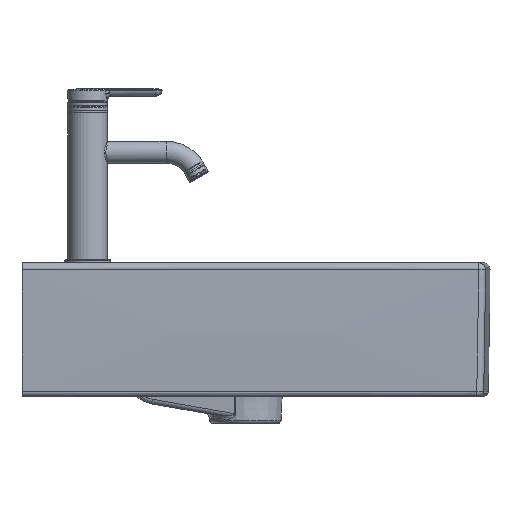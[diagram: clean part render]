
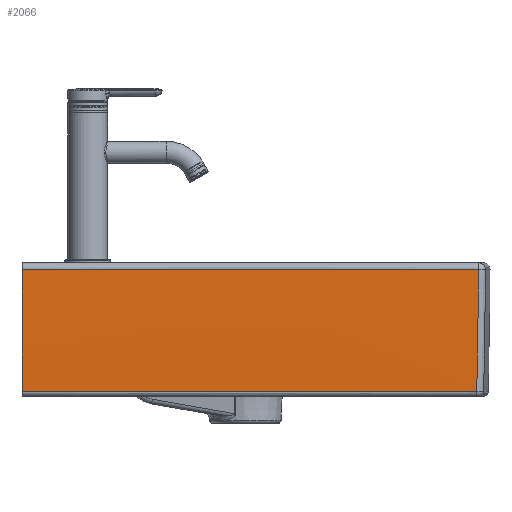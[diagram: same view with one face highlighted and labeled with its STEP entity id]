
A CAD part, front view. The second image highlights one B-rep face of the part: STEP entity #2066.
In plain terms, the highlighted free-form (B-spline) face has degree [3, 2] with [4, 3] control points.
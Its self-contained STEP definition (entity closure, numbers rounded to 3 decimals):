
#1476=CARTESIAN_POINT('',(0.,-599.941,-7.061));
#1477=VERTEX_POINT('',#1476);
#1478=CARTESIAN_POINT('',(460.735,-599.972,-7.061));
#1479=VERTEX_POINT('',#1478);
#1480=CARTESIAN_POINT('',(460.735,-599.972,-7.061));
#1481=CARTESIAN_POINT('',(368.589,-600.391,-7.061));
#1482=CARTESIAN_POINT('',(276.441,-600.597,-7.061));
#1483=CARTESIAN_POINT('',(184.293,-600.59,-7.061));
#1484=CARTESIAN_POINT('',(92.146,-600.372,-7.061));
#1485=CARTESIAN_POINT('',(0.,-599.941,-7.061));
#1486=B_SPLINE_CURVE_WITH_KNOTS('',5,(#1480,#1481,#1482,#1483,#1484,#1485),.UNSPECIFIED.,.F.,.U.,(6,6),(149.49,610.203),.UNSPECIFIED.);
#1487=EDGE_CURVE('',#1477,#1479,#1486,.F.);
#2015=CARTESIAN_POINT('',(460.735,-599.972,-7.061));
#2016=CARTESIAN_POINT('',(307.158,-600.669,-7.061));
#2017=CARTESIAN_POINT('',(153.577,-600.659,-7.061));
#2018=CARTESIAN_POINT('',(0.,-599.941,-7.061));
#2019=CARTESIAN_POINT('',(460.735,-599.433,-68.589));
#2020=CARTESIAN_POINT('',(307.158,-600.13,-68.594));
#2021=CARTESIAN_POINT('',(153.577,-600.119,-68.594));
#2022=CARTESIAN_POINT('',(0.,-599.401,-68.589));
#2023=CARTESIAN_POINT('',(460.735,-598.136,-130.106));
#2024=CARTESIAN_POINT('',(307.158,-598.833,-130.115));
#2025=CARTESIAN_POINT('',(153.577,-598.823,-130.115));
#2026=CARTESIAN_POINT('',(0.,-598.104,-130.106));
#2034=(BOUNDED_SURFACE()B_SPLINE_SURFACE(3,2,((#2015,#2019,#2023),(#2016,#2020,#2024),(#2017,#2021,#2025),(#2018,#2022,#2026)),.UNSPECIFIED.,.F.,.F.,.U.)B_SPLINE_SURFACE_WITH_KNOTS((4,4),(3,3),(78312.911,78773.65),(0.998,1.),.UNSPECIFIED.)GEOMETRIC_REPRESENTATION_ITEM()RATIONAL_B_SPLINE_SURFACE(((0.995,0.997,1.),(0.995,0.997,1.),(0.995,0.997,1.),(0.995,0.997,1.)))REPRESENTATION_ITEM('')SURFACE());
#2035=CARTESIAN_POINT('',(458.925,-598.144,-130.106));
#2036=VERTEX_POINT('',#2035);
#2037=CARTESIAN_POINT('',(0.,-598.104,-130.105));
#2038=VERTEX_POINT('',#2037);
#2039=CARTESIAN_POINT('',(0.,-598.104,-130.105));
#2040=CARTESIAN_POINT('',(76.482,-598.462,-130.11));
#2041=CARTESIAN_POINT('',(152.965,-598.644,-130.113));
#2042=CARTESIAN_POINT('',(229.45,-598.651,-130.113));
#2043=CARTESIAN_POINT('',(305.943,-598.658,-130.113));
#2044=CARTESIAN_POINT('',(382.437,-598.489,-130.111));
#2045=CARTESIAN_POINT('',(458.925,-598.144,-130.106));
#2046=B_SPLINE_CURVE_WITH_KNOTS('',3,(#2039,#2040,#2041,#2042,#2043,#2044,#2045),.UNSPECIFIED.,.F.,.U.,(4,3,4),(0.,324.496,649.023),.UNSPECIFIED.);
#2047=EDGE_CURVE('',#2036,#2038,#2046,.F.);
#2048=ORIENTED_EDGE('',*,*,#2047,.F.);
#2049=CARTESIAN_POINT('',(-4562.563,4473.641,80.655));
#2050=DIRECTION('',(0.711,0.704,0.));
#2051=DIRECTION('',(0.703,-0.71,-0.03));
#2052=AXIS2_PLACEMENT_3D('',#2049,#2050,#2051);
#2053=CIRCLE('',#2052,7140.222);
#2054=EDGE_CURVE('',#1479,#2036,#2053,.T.);
#2055=ORIENTED_EDGE('',*,*,#2054,.F.);
#2056=ORIENTED_EDGE('',*,*,#1487,.F.);
#2057=CARTESIAN_POINT('',(0.,9399.675,80.629));
#2058=DIRECTION('',(-1.0,0.0,0.0));
#2059=DIRECTION('',(0.0,1.0,0.0));
#2060=AXIS2_PLACEMENT_3D('',#2057,#2058,#2059);
#2061=CIRCLE('',#2060,10000.0);
#2062=EDGE_CURVE('',#2038,#1477,#2061,.T.);
#2063=ORIENTED_EDGE('',*,*,#2062,.F.);
#2064=EDGE_LOOP('',(#2048,#2055,#2056,#2063));
#2065=FACE_OUTER_BOUND('',#2064,.T.);
#2066=ADVANCED_FACE('',(#2065),#2034,.T.);
